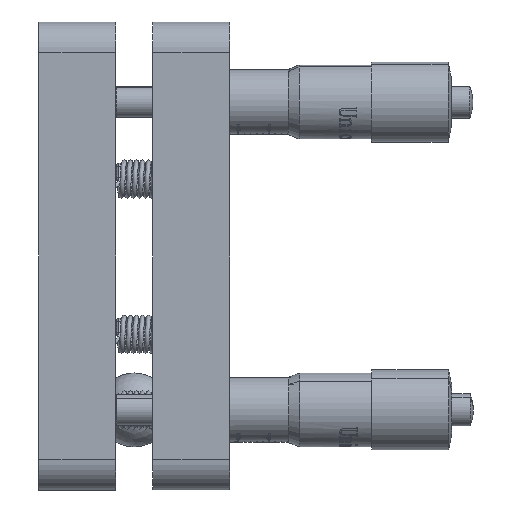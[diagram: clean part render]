
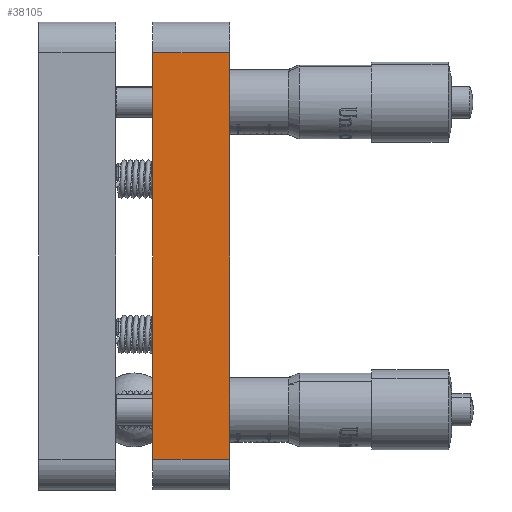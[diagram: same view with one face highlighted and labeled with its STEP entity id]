
A CAD part, left-side view. The second image highlights one B-rep face of the part: STEP entity #38105.
In plain terms, the highlighted planar face has unit normal (-1, 0, 0).
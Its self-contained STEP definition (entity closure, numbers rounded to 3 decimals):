
#2199 = DIRECTION ( 'NONE',  ( 0., 1., 0. ) ) ;
#4467 = ORIENTED_EDGE ( 'NONE', *, *, #7198, .T. ) ;
#5061 = CARTESIAN_POINT ( 'NONE',  ( -63.5, -12.5, 33. ) ) ;
#5865 = ORIENTED_EDGE ( 'NONE', *, *, #23703, .F. ) ;
#7195 = CARTESIAN_POINT ( 'NONE',  ( -63.5, 0., -33. ) ) ;
#7198 = EDGE_CURVE ( 'NONE', #68870, #73724, #46847, .T. ) ;
#11677 = VECTOR ( 'NONE', #2199, 1000. ) ;
#16996 = VECTOR ( 'NONE', #67627, 1000. ) ;
#19606 = CARTESIAN_POINT ( 'NONE',  ( -63.5, -12.5, 33. ) ) ;
#23703 = EDGE_CURVE ( 'NONE', #51309, #51025, #62367, .T. ) ;
#23798 = LINE ( 'NONE', #5061, #62988 ) ;
#30354 = CARTESIAN_POINT ( 'NONE',  ( -63.5, -12.5, 33. ) ) ;
#33328 = CARTESIAN_POINT ( 'NONE',  ( -63.5, 0., 33. ) ) ;
#33904 = DIRECTION ( 'NONE',  ( 0., 1., 0. ) ) ;
#34822 = AXIS2_PLACEMENT_3D ( 'NONE', #19606, #47448, #53177 ) ;
#35293 = VECTOR ( 'NONE', #40259, 1000. ) ;
#35455 = CARTESIAN_POINT ( 'NONE',  ( -63.5, -12.5, -33. ) ) ;
#36261 = ORIENTED_EDGE ( 'NONE', *, *, #60614, .T. ) ;
#36263 = PLANE ( 'NONE',  #34822 ) ;
#37089 = FACE_OUTER_BOUND ( 'NONE', #65385, .T. ) ;
#38105 = ADVANCED_FACE ( 'NONE', ( #37089 ), #36263, .T. ) ;
#40259 = DIRECTION ( 'NONE',  ( 0., 0., 1. ) ) ;
#46847 = LINE ( 'NONE', #66182, #35293 ) ;
#47448 = DIRECTION ( 'NONE',  ( -1., 0., 0. ) ) ;
#47677 = CARTESIAN_POINT ( 'NONE',  ( -63.5, -12.5, -33. ) ) ;
#49042 = EDGE_CURVE ( 'NONE', #68870, #51309, #65065, .T. ) ;
#51025 = VERTEX_POINT ( 'NONE', #66678 ) ;
#51309 = VERTEX_POINT ( 'NONE', #7195 ) ;
#53177 = DIRECTION ( 'NONE',  ( 0., 0., 1. ) ) ;
#60614 = EDGE_CURVE ( 'NONE', #73724, #51025, #23798, .T. ) ;
#62367 = LINE ( 'NONE', #33328, #16996 ) ;
#62988 = VECTOR ( 'NONE', #33904, 1000. ) ;
#65065 = LINE ( 'NONE', #47677, #11677 ) ;
#65385 = EDGE_LOOP ( 'NONE', ( #5865, #71997, #4467, #36261 ) ) ;
#66182 = CARTESIAN_POINT ( 'NONE',  ( -63.5, -12.5, 33. ) ) ;
#66678 = CARTESIAN_POINT ( 'NONE',  ( -63.5, 0., 33. ) ) ;
#67627 = DIRECTION ( 'NONE',  ( 0., 0., 1. ) ) ;
#68870 = VERTEX_POINT ( 'NONE', #35455 ) ;
#71997 = ORIENTED_EDGE ( 'NONE', *, *, #49042, .F. ) ;
#73724 = VERTEX_POINT ( 'NONE', #30354 ) ;
